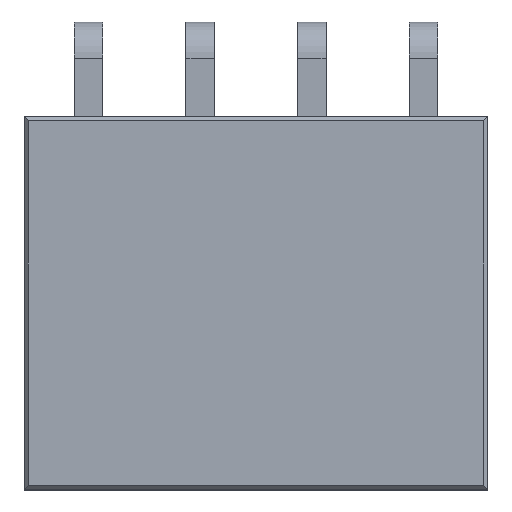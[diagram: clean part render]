
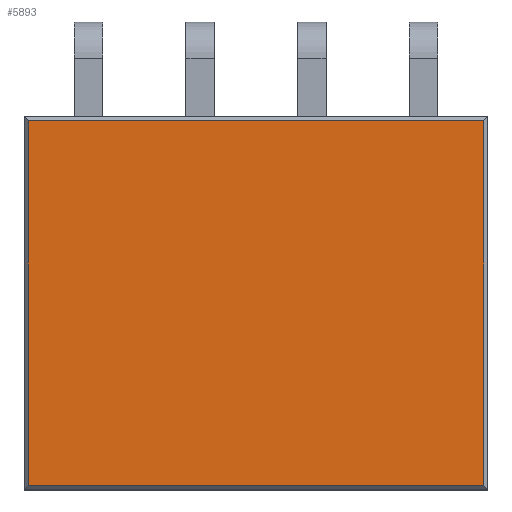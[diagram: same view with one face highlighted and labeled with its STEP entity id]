
A CAD part, top view. The second image highlights one B-rep face of the part: STEP entity #5893.
In plain terms, the highlighted planar face has unit normal (0, 0, 1).
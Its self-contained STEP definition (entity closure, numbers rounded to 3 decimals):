
#18 = DIRECTION ( 'NONE',  ( -1., 0., 0. ) ) ;
#233 = DIRECTION ( 'NONE',  ( -1., 0., 0. ) ) ;
#512 = CARTESIAN_POINT ( 'NONE',  ( 5.18, -4.15, 0. ) ) ;
#1186 = CARTESIAN_POINT ( 'NONE',  ( 5.18, 4.25, 0. ) ) ;
#1259 = VECTOR ( 'NONE', #18, 1000. ) ;
#1293 = LINE ( 'NONE', #3616, #6414 ) ;
#1745 = CARTESIAN_POINT ( 'NONE',  ( -5.18, -4.25, 0. ) ) ;
#1806 = AXIS2_PLACEMENT_3D ( 'NONE', #3082, #5615, #233 ) ;
#1838 = VERTEX_POINT ( 'NONE', #6571 ) ;
#1841 = FACE_OUTER_BOUND ( 'NONE', #3682, .T. ) ;
#2610 = CARTESIAN_POINT ( 'NONE',  ( -5.18, -4.15, 0. ) ) ;
#2767 = VERTEX_POINT ( 'NONE', #3875 ) ;
#2823 = VECTOR ( 'NONE', #4132, 1000. ) ;
#2863 = LINE ( 'NONE', #5368, #1259 ) ;
#3082 = CARTESIAN_POINT ( 'NONE',  ( 0., 0., 0. ) ) ;
#3510 = DIRECTION ( 'NONE',  ( 0., 1., 0. ) ) ;
#3616 = CARTESIAN_POINT ( 'NONE',  ( 5.28, -4.15, 0. ) ) ;
#3682 = EDGE_LOOP ( 'NONE', ( #7166, #6782, #6511, #4339 ) ) ;
#3875 = CARTESIAN_POINT ( 'NONE',  ( -5.18, 4.15, 0. ) ) ;
#4132 = DIRECTION ( 'NONE',  ( 0., -1., 0. ) ) ;
#4248 = PLANE ( 'NONE',  #1806 ) ;
#4339 = ORIENTED_EDGE ( 'NONE', *, *, #7920, .T. ) ;
#4676 = EDGE_CURVE ( 'NONE', #5927, #5974, #1293, .T. ) ;
#4990 = EDGE_CURVE ( 'NONE', #2767, #5927, #7392, .T. ) ;
#5135 = EDGE_CURVE ( 'NONE', #5974, #1838, #6746, .T. ) ;
#5368 = CARTESIAN_POINT ( 'NONE',  ( -5.28, 4.15, 0. ) ) ;
#5615 = DIRECTION ( 'NONE',  ( 0., 0., -1. ) ) ;
#5893 = ADVANCED_FACE ( 'NONE', ( #1841 ), #4248, .F. ) ;
#5927 = VERTEX_POINT ( 'NONE', #2610 ) ;
#5974 = VERTEX_POINT ( 'NONE', #512 ) ;
#6219 = DIRECTION ( 'NONE',  ( 1., 0., 0. ) ) ;
#6414 = VECTOR ( 'NONE', #6219, 1000. ) ;
#6511 = ORIENTED_EDGE ( 'NONE', *, *, #5135, .T. ) ;
#6571 = CARTESIAN_POINT ( 'NONE',  ( 5.18, 4.15, 0. ) ) ;
#6746 = LINE ( 'NONE', #1186, #7123 ) ;
#6782 = ORIENTED_EDGE ( 'NONE', *, *, #4676, .T. ) ;
#7123 = VECTOR ( 'NONE', #3510, 1000. ) ;
#7166 = ORIENTED_EDGE ( 'NONE', *, *, #4990, .T. ) ;
#7392 = LINE ( 'NONE', #1745, #2823 ) ;
#7920 = EDGE_CURVE ( 'NONE', #1838, #2767, #2863, .T. ) ;
